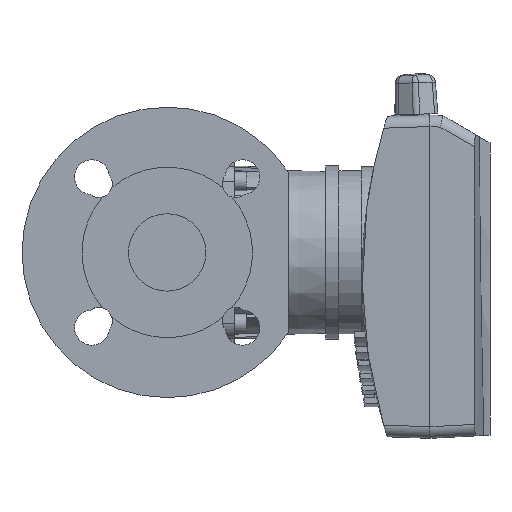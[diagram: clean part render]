
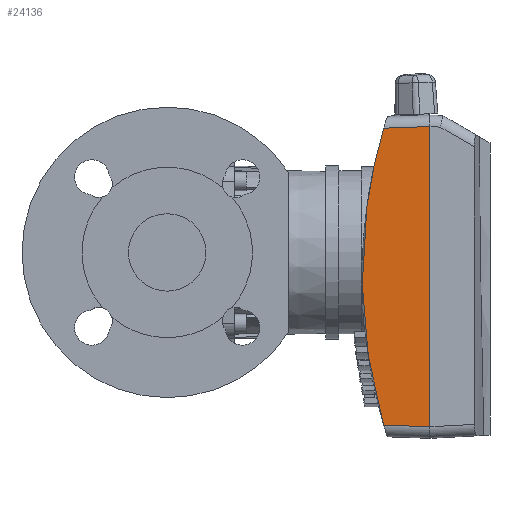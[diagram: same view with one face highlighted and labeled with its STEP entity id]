
A CAD part, front view. The second image highlights one B-rep face of the part: STEP entity #24136.
In plain terms, the highlighted planar face has unit normal (-0.035, -0.999, 0).
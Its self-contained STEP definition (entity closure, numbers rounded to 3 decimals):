
#12995 = DIRECTION ( 'NONE',  ( 0., 0., -1. ) ) ;
#12996 = VECTOR ( 'NONE', #12995, 1000. ) ;
#12997 = CARTESIAN_POINT ( 'NONE',  ( 113.7, -68.5, -96. ) ) ;
#12998 = LINE ( 'NONE', #12997, #12996 ) ;
#12999 = CARTESIAN_POINT ( 'NONE',  ( 113.7, -68.5, 65.004 ) ) ;
#13514 =( BOUNDED_CURVE ( )  B_SPLINE_CURVE ( 3, ( #13635, #13634, #13633, #13632 ),
 .UNSPECIFIED., .F., .T. ) 
 B_SPLINE_CURVE_WITH_KNOTS ( ( 4, 4 ),
 ( 2.854, 3.43 ),
 .UNSPECIFIED. ) 
 CURVE ( )  GEOMETRIC_REPRESENTATION_ITEM ( )  RATIONAL_B_SPLINE_CURVE ( ( 1., 0.973, 0.973, 1. ) ) 
 REPRESENTATION_ITEM ( '' )  );
#13515 = CARTESIAN_POINT ( 'NONE',  ( 89.814, -67.666, 64.17 ) ) ;
#13516 = CARTESIAN_POINT ( 'NONE',  ( 89.814, -67.666, -89.17 ) ) ;
#13632 = CARTESIAN_POINT ( 'NONE',  ( 89.814, -67.666, 64.17 ) ) ;
#13633 = CARTESIAN_POINT ( 'NONE',  ( 74.891, -67.145, 13.778 ) ) ;
#13634 = CARTESIAN_POINT ( 'NONE',  ( 74.891, -67.145, -38.778 ) ) ;
#13635 = CARTESIAN_POINT ( 'NONE',  ( 89.814, -67.666, -89.17 ) ) ;
#13893 = CARTESIAN_POINT ( 'NONE',  ( 113.7, -68.5, -90.004 ) ) ;
#13897 = DIRECTION ( 'NONE',  ( 0.999, -0.035, -0.035 ) ) ;
#13898 = VECTOR ( 'NONE', #13897, 1000. ) ;
#13899 = CARTESIAN_POINT ( 'NONE',  ( 113.909, -68.507, -90.011 ) ) ;
#13900 = LINE ( 'NONE', #13899, #13898 ) ;
#13915 = DIRECTION ( 'NONE',  ( -0.999, 0.035, -0.035 ) ) ;
#13916 = VECTOR ( 'NONE', #13915, 1000. ) ;
#13917 = CARTESIAN_POINT ( 'NONE',  ( 108.091, -68.304, 64.808 ) ) ;
#13918 = LINE ( 'NONE', #13917, #13916 ) ;
#13919 = DIRECTION ( 'NONE',  ( 0.999, -0.035, 0. ) ) ;
#13920 = DIRECTION ( 'NONE',  ( -0.035, -0.999, 0. ) ) ;
#13963 = CARTESIAN_POINT ( 'NONE',  ( 113.7, -68.5, -96. ) ) ;
#13964 = AXIS2_PLACEMENT_3D ( 'NONE', #13963, #13920, #13919 ) ;
#13965 = PLANE ( 'NONE',  #13964 ) ;
#13966 = FACE_OUTER_BOUND ( 'NONE', #24137, .T. ) ;
#23746 = VERTEX_POINT ( 'NONE', #12999 ) ;
#23748 = EDGE_CURVE ( 'NONE', #23746, #24070, #12998, .T. ) ;
#24036 = EDGE_CURVE ( 'NONE', #24037, #24038, #13514, .T. ) ;
#24037 = VERTEX_POINT ( 'NONE', #13516 ) ;
#24038 = VERTEX_POINT ( 'NONE', #13515 ) ;
#24070 = VERTEX_POINT ( 'NONE', #13893 ) ;
#24136 = ADVANCED_FACE ( 'NONE', ( #13966 ), #13965, .T. ) ;
#24137 = EDGE_LOOP ( 'NONE', ( #24138, #24139, #24141, #24142 ) ) ;
#24138 = ORIENTED_EDGE ( 'NONE', *, *, #23748, .F. ) ;
#24139 = ORIENTED_EDGE ( 'NONE', *, *, #24140, .T. ) ;
#24140 = EDGE_CURVE ( 'NONE', #23746, #24038, #13918, .T. ) ;
#24141 = ORIENTED_EDGE ( 'NONE', *, *, #24036, .F. ) ;
#24142 = ORIENTED_EDGE ( 'NONE', *, *, #24143, .T. ) ;
#24143 = EDGE_CURVE ( 'NONE', #24037, #24070, #13900, .T. ) ;
